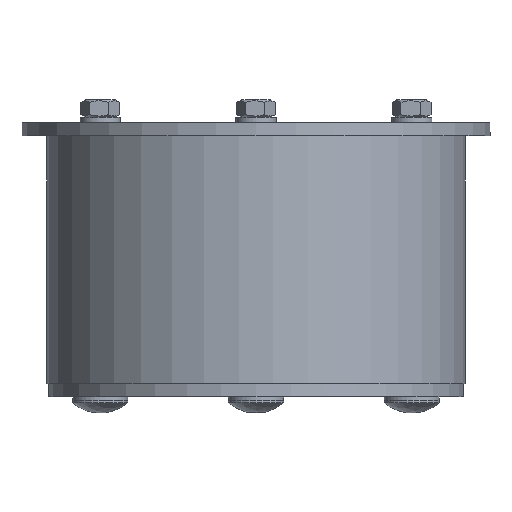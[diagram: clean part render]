
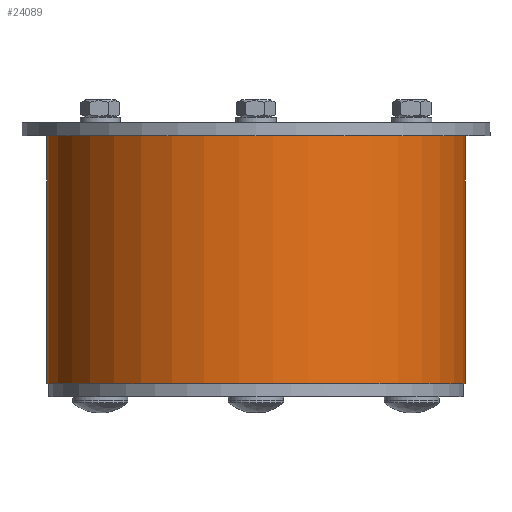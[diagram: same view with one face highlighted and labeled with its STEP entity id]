
A CAD part, front view. The second image highlights one B-rep face of the part: STEP entity #24089.
In plain terms, the highlighted cylindrical face has radius 62.5 mm (diameter 125 mm), a partial arc.
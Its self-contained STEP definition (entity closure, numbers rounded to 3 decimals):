
#10103=CARTESIAN_POINT('',(62.498,-0.5,74.0));
#10104=VERTEX_POINT('',#10103);
#10105=CARTESIAN_POINT('',(-62.498,-0.5,74.0));
#10106=VERTEX_POINT('',#10105);
#10107=CARTESIAN_POINT('',(0.0,0.0,74.0));
#10108=DIRECTION('',(0.0,0.0,1.0));
#10109=DIRECTION('',(-1.,0.008,0.0));
#10110=AXIS2_PLACEMENT_3D('',#10107,#10108,#10109);
#10111=CIRCLE('',#10110,62.5);
#10112=EDGE_CURVE('',#10104,#10106,#10111,.T.);
#23997=CARTESIAN_POINT('',(62.498,-0.5,0.0));
#23998=VERTEX_POINT('',#23997);
#24007=CARTESIAN_POINT('',(62.498,-0.5,0.0));
#24008=DIRECTION('',(0.0,0.0,1.0));
#24009=VECTOR('',#24008,74.0);
#24010=LINE('',#24007,#24009);
#24011=EDGE_CURVE('',#23998,#10104,#24010,.T.);
#24053=CARTESIAN_POINT('',(-62.498,-0.5,0.0));
#24054=VERTEX_POINT('',#24053);
#24063=CARTESIAN_POINT('',(-62.498,-0.5,0.0));
#24064=DIRECTION('',(0.0,0.0,1.0));
#24065=VECTOR('',#24064,74.0);
#24066=LINE('',#24063,#24065);
#24067=EDGE_CURVE('',#24054,#10106,#24066,.T.);
#24072=CARTESIAN_POINT('',(0.0,0.0,0.0));
#24073=DIRECTION('',(0.0,0.0,1.0));
#24074=DIRECTION('',(-1.,0.008,0.0));
#24075=AXIS2_PLACEMENT_3D('',#24072,#24073,#24074);
#24076=CYLINDRICAL_SURFACE('',#24075,62.5);
#24077=CARTESIAN_POINT('',(0.0,0.0,0.0));
#24078=DIRECTION('',(0.0,0.0,-1.0));
#24079=DIRECTION('',(-1.,0.008,0.0));
#24080=AXIS2_PLACEMENT_3D('',#24077,#24078,#24079);
#24081=CIRCLE('',#24080,62.5);
#24082=EDGE_CURVE('',#24054,#23998,#24081,.T.);
#24083=ORIENTED_EDGE('',*,*,#24082,.F.);
#24084=ORIENTED_EDGE('',*,*,#24067,.T.);
#24085=ORIENTED_EDGE('',*,*,#10112,.F.);
#24086=ORIENTED_EDGE('',*,*,#24011,.F.);
#24087=EDGE_LOOP('',(#24083,#24084,#24085,#24086));
#24088=FACE_OUTER_BOUND('',#24087,.T.);
#24089=ADVANCED_FACE('',(#24088),#24076,.T.);
